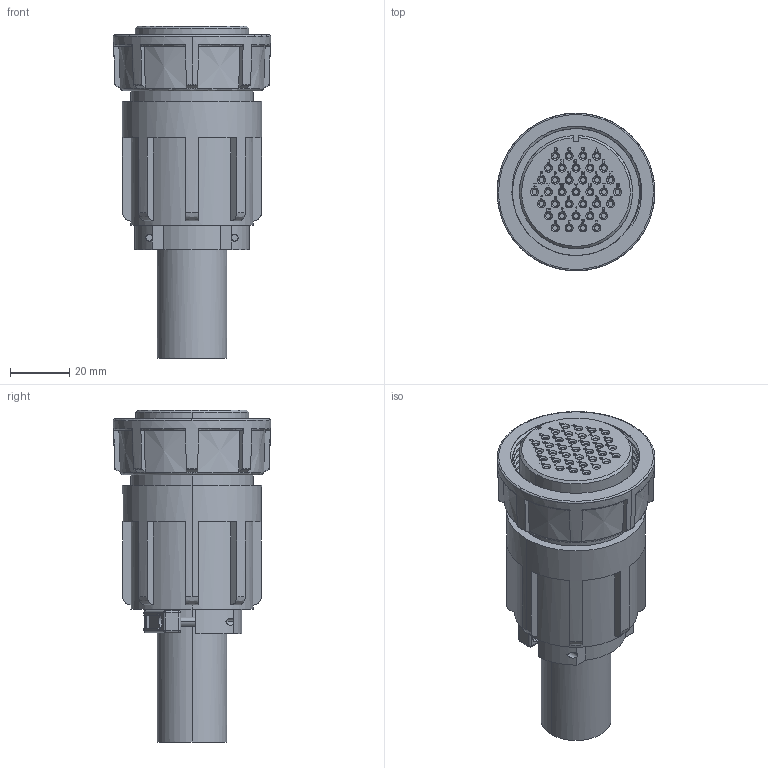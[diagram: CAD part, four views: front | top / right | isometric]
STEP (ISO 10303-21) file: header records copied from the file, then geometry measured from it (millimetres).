
FILE_DESCRIPTION (( 'STEP AP203' ), '1' );
FILE_NAME ('CXS3106A2821S.STEP', '2016-01-25T16:26:19', ( '' ), ( '' ), 'SwSTEP 2.0', 'SolidWorks 2014', '' );
FILE_SCHEMA (( 'CONFIG_CONTROL_DESIGN' ));
Length unit declared in the file: millimetre
Products named in the file (2): CXS3106A2821S
Bounding box: 53.3 x 53.3 x 112.13 mm (x, y, z)
Volume: 111415.2 mm3; surface area: 28362.9 mm2
Topology: 1 solids, 1 shells, 1043 faces, 2696 edges, 1748 vertices
Faces by surface type: plane 518, bspline 271, cylinder 157, cone 97
Entity records: 46679 total; most frequent: CARTESIAN_POINT 23774, ORIENTED_EDGE 5376, DIRECTION 3527, EDGE_CURVE 2688, VERTEX_POINT 1748, LINE 1335, VECTOR 1335, EDGE_LOOP 1148
